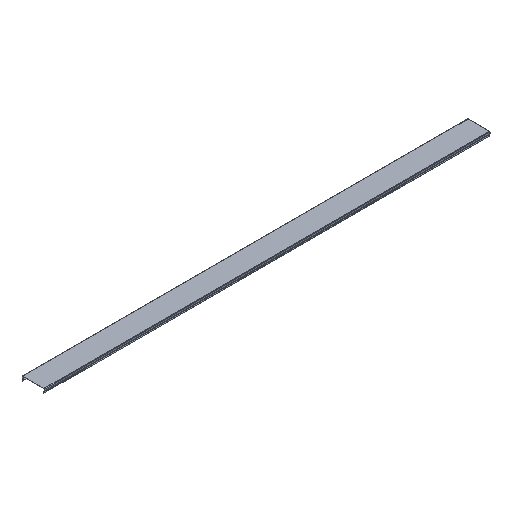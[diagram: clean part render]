
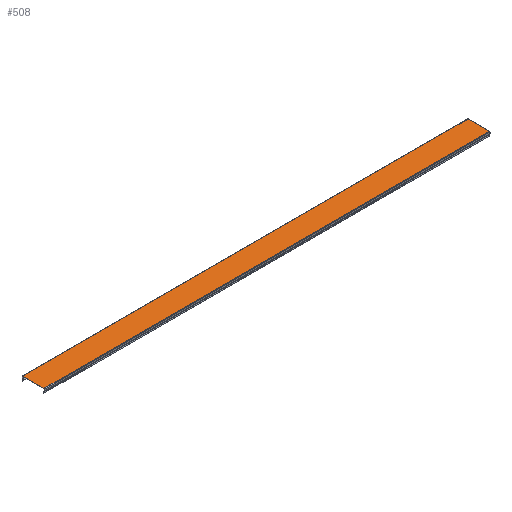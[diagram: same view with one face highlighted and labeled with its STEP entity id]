
A CAD part, isometric view. The second image highlights one B-rep face of the part: STEP entity #508.
In plain terms, the highlighted planar face has unit normal (0, 0, 1).
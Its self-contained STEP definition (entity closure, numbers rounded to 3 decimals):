
#20=PLANE('',#561);
#40=FACE_OUTER_BOUND('',#66,.T.);
#66=EDGE_LOOP('',(#407,#408,#409,#410));
#86=LINE('',#786,#130);
#106=LINE('',#851,#150);
#107=LINE('',#854,#151);
#108=LINE('',#855,#152);
#130=VECTOR('',#620,1.);
#150=VECTOR('',#688,1.);
#151=VECTOR('',#691,1.);
#152=VECTOR('',#692,1.);
#216=VERTEX_POINT('',#784);
#217=VERTEX_POINT('',#785);
#238=VERTEX_POINT('',#849);
#239=VERTEX_POINT('',#853);
#268=EDGE_CURVE('',#216,#217,#86,.T.);
#303=EDGE_CURVE('',#238,#216,#106,.T.);
#304=EDGE_CURVE('',#239,#238,#107,.T.);
#305=EDGE_CURVE('',#239,#217,#108,.T.);
#407=ORIENTED_EDGE('',*,*,#304,.F.);
#408=ORIENTED_EDGE('',*,*,#305,.T.);
#409=ORIENTED_EDGE('',*,*,#268,.F.);
#410=ORIENTED_EDGE('',*,*,#303,.F.);
#508=ADVANCED_FACE('',(#40),#20,.F.);
#561=AXIS2_PLACEMENT_3D('',#852,#689,#690);
#620=DIRECTION('',(0.,-1.,0.));
#688=DIRECTION('',(1.,0.,0.));
#689=DIRECTION('center_axis',(0.,0.,-1.));
#690=DIRECTION('ref_axis',(0.,1.,0.));
#691=DIRECTION('',(0.,1.,0.));
#692=DIRECTION('',(1.,0.,0.));
#784=CARTESIAN_POINT('',(2018.377,136.047,0.75));
#785=CARTESIAN_POINT('',(2018.377,40.047,0.75));
#786=CARTESIAN_POINT('',(2018.377,136.047,0.75));
#849=CARTESIAN_POINT('',(18.377,136.047,0.75));
#851=CARTESIAN_POINT('',(18.377,136.047,0.75));
#852=CARTESIAN_POINT('Origin',(18.377,-111.953,0.75));
#853=CARTESIAN_POINT('',(18.377,40.047,0.75));
#854=CARTESIAN_POINT('',(18.377,-61.953,0.75));
#855=CARTESIAN_POINT('',(1018.377,40.047,0.75));
